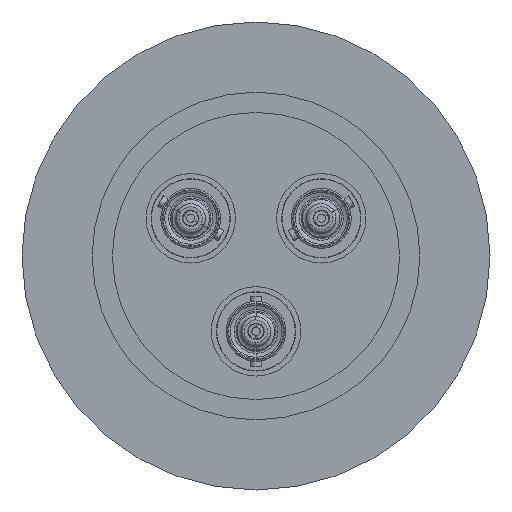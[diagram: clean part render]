
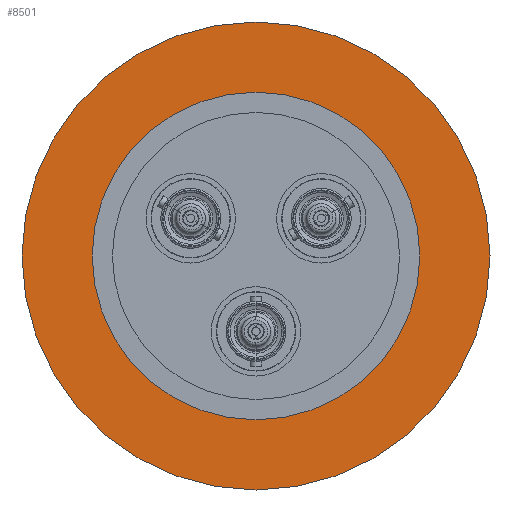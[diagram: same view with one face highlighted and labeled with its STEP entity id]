
A CAD part, front view. The second image highlights one B-rep face of the part: STEP entity #8501.
In plain terms, the highlighted planar face has unit normal (0, -1, 0).
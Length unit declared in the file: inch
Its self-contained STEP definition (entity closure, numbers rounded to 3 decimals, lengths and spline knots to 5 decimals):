
#1851 = CARTESIAN_POINT ( 'NONE',  ( 0., 0., -1.0325 ) ) ;
#1852 = CARTESIAN_POINT ( 'NONE',  ( 0., 0., 1.0325 ) ) ;
#1863 = CARTESIAN_POINT ( 'NONE',  ( 0., 0., 1.475 ) ) ;
#1864 = CARTESIAN_POINT ( 'NONE',  ( 0., 0., -1.475 ) ) ;
#3810 = ORIENTED_EDGE ( 'NONE', *, *, #5153, .T. ) ;
#4420 = ORIENTED_EDGE ( 'NONE', *, *, #5126, .T. ) ;
#4421 = ORIENTED_EDGE ( 'NONE', *, *, #5138, .F. ) ;
#4422 = ORIENTED_EDGE ( 'NONE', *, *, #5141, .F. ) ;
#5126 = EDGE_CURVE ( 'NONE', #26143, #26144, #28321, .T. ) ;
#5138 = EDGE_CURVE ( 'NONE', #26161, #26163, #28349, .T. ) ;
#5141 = EDGE_CURVE ( 'NONE', #26163, #26161, #28357, .T. ) ;
#5153 = EDGE_CURVE ( 'NONE', #26144, #26143, #15400, .T. ) ;
#8501 = ADVANCED_FACE ( 'NONE', ( #18376, #18369 ), #18377, .T. ) ;
#10218 = EDGE_LOOP ( 'NONE', ( #3810, #4420 ) ) ;
#11905 = EDGE_LOOP ( 'NONE', ( #4421, #4422 ) ) ;
#15075 = CARTESIAN_POINT ( 'NONE',  ( 0., 0., 0. ) ) ;
#15077 = DIRECTION ( 'NONE',  ( 0., 1., 0. ) ) ;
#15078 = DIRECTION ( 'NONE',  ( 0., 0., 1. ) ) ;
#15141 = CARTESIAN_POINT ( 'NONE',  ( 0., 0., 0. ) ) ;
#15142 = DIRECTION ( 'NONE',  ( 0., 1., 0. ) ) ;
#15143 = DIRECTION ( 'NONE',  ( 0., 0., 1. ) ) ;
#15148 = CARTESIAN_POINT ( 'NONE',  ( 0., 0., 0. ) ) ;
#15149 = DIRECTION ( 'NONE',  ( 0., 1., 0. ) ) ;
#15150 = DIRECTION ( 'NONE',  ( 0., 0., 1. ) ) ;
#15184 = CARTESIAN_POINT ( 'NONE',  ( 0., 0., 0. ) ) ;
#15185 = DIRECTION ( 'NONE',  ( 0., 1., 0. ) ) ;
#15186 = DIRECTION ( 'NONE',  ( 0., 0., 1. ) ) ;
#15400 = CIRCLE ( 'NONE', #15403, 1.0325 ) ;
#15403 = AXIS2_PLACEMENT_3D ( 'NONE', #15184, #15185, #15186 ) ;
#17984 = AXIS2_PLACEMENT_3D ( 'NONE', #18372, #18379, #18380 ) ;
#18369 = FACE_OUTER_BOUND ( 'NONE', #11905, .T. ) ;
#18372 = CARTESIAN_POINT ( 'NONE',  ( -1.475, 0., 0. ) ) ;
#18376 = FACE_BOUND ( 'NONE', #10218, .T. ) ;
#18377 = PLANE ( 'NONE',  #17984 ) ;
#18379 = DIRECTION ( 'NONE',  ( 0., -1., 0. ) ) ;
#18380 = DIRECTION ( 'NONE',  ( 0., 0., -1. ) ) ;
#26143 = VERTEX_POINT ( 'NONE', #1851 ) ;
#26144 = VERTEX_POINT ( 'NONE', #1852 ) ;
#26161 = VERTEX_POINT ( 'NONE', #1863 ) ;
#26163 = VERTEX_POINT ( 'NONE', #1864 ) ;
#28321 = CIRCLE ( 'NONE', #28323, 1.0325 ) ;
#28323 = AXIS2_PLACEMENT_3D ( 'NONE', #15075, #15077, #15078 ) ;
#28349 = CIRCLE ( 'NONE', #28359, 1.475 ) ;
#28357 = CIRCLE ( 'NONE', #28367, 1.475 ) ;
#28359 = AXIS2_PLACEMENT_3D ( 'NONE', #15141, #15142, #15143 ) ;
#28367 = AXIS2_PLACEMENT_3D ( 'NONE', #15148, #15149, #15150 ) ;
